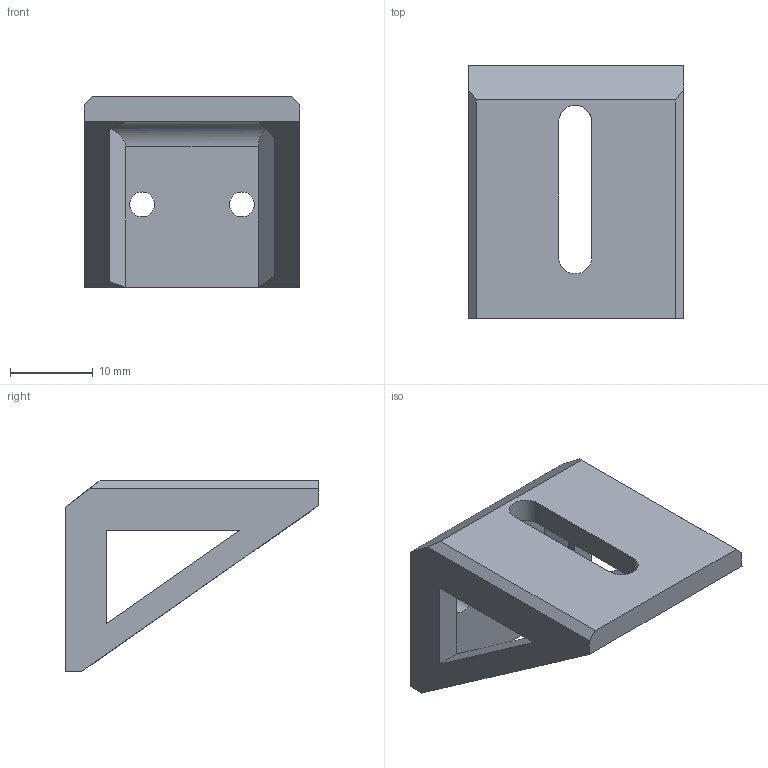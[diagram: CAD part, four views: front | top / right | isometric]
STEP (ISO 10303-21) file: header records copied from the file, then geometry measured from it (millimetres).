
FILE_DESCRIPTION(/* description */ (''),/* implementation_level */ '2;1');
FILE_NAME(/* name */ 'heatbed-mount (4x).step',/* time_stamp */ '2025-11-17T17:37:54+05:30',/* author */ (''),/* organization */ (''),/* preprocessor_version */ 'ST-DEVELOPER v20.1',/* originating_system */ 'Autodesk Translation Framework v14.21.0.0',/* authorisation */ '');
FILE_SCHEMA (('AUTOMOTIVE_DESIGN { 1 0 10303 214 3 1 1 }'));
Length unit declared in the file: millimetre
Products named in the file (1): heatbed-mount (4x)
Bounding box: 26 x 30.58 x 23 mm (x, y, z)
Volume: 4305.5 mm3; surface area: 3803.6 mm2
Topology: 1 solids, 1 shells, 33 faces, 92 edges, 60 vertices
Faces by surface type: plane 28, cylinder 5
Full cylindrical faces by diameter (mm): 3 x2
Entity records: 1114 total; most frequent: CARTESIAN_POINT 195, ORIENTED_EDGE 184, DIRECTION 172, EDGE_CURVE 92, LINE 78, VECTOR 78, VERTEX_POINT 60, AXIS2_PLACEMENT_3D 47
